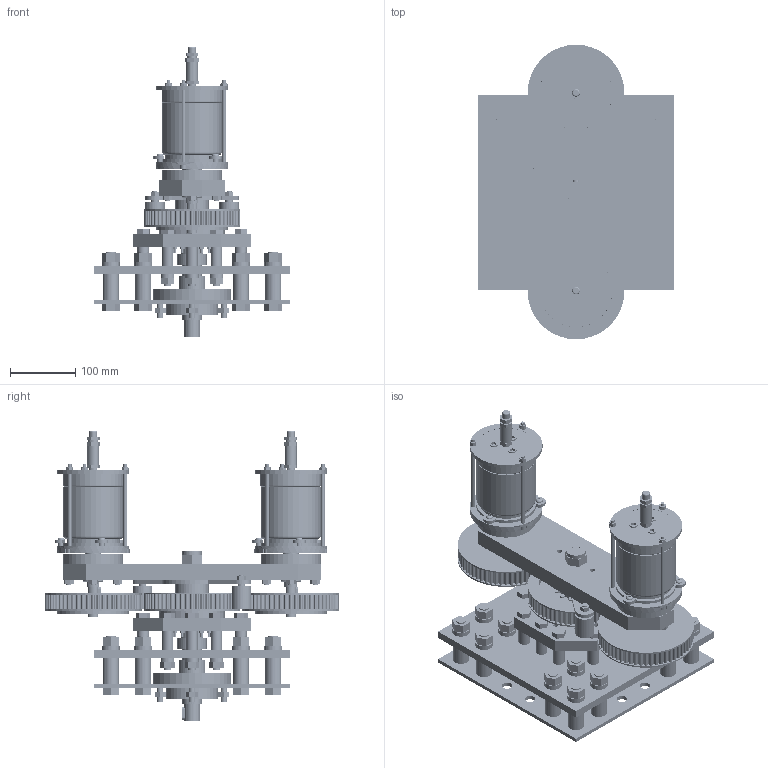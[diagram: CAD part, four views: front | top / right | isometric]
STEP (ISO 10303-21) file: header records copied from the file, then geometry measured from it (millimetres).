
FILE_DESCRIPTION(/* description */ (''),/* implementation_level */ '2;1');
FILE_NAME(/* name */ 'BV_Needle_Assembly.step',/* time_stamp */ '2024-05-09T15:54:36+01:00',/* author */ (''),/* organization */ (''),/* preprocessor_version */ 'ST-DEVELOPER v20',/* originating_system */ 'Autodesk Translation Framework v12.20.1.177',/* authorisation */ '');
FILE_SCHEMA (('AUTOMOTIVE_DESIGN { 1 0 10303 214 3 1 1 }'));
Length unit declared in the file: millimetre
Products named in the file (70): BV_Needle_Assembly; BM-01; ABGEB7006-N_h; bearing_7006; ABGEB7006-N_r; BOLT5-12; BM-02; BM-03; BM-04; BM-05; BM-06; BM-07; BM-08; BM-09; BM-10; BM-11; BM-12; BM-13; BM-14; BM-15; BM-25; BM-20; BM-21; BM-27; BV_Assembly; BV-01; BV_Assembly_1; BV-01_1; ABGEB7004-N_h; bearing_7004; ABGEB7004-N_r; BOLT4-10; BV-02; BV-03; BV-04; BV-05; BV-06; BV-07; BV-08; BV-09 ...
Assembly tree (295 placements, depth 4):
  BV_Needle_Assembly
    BM-01
      ABGEB7006-N_h
      bearing_7006  x2
      ABGEB7006-N_r
      BOLT5-12  x4
    BM-02
    BM-03  x4
    BM-04  x4
    BM-05  x16
    BM-06  x16
    BM-07
    BM-08
    BM-09  x16
    BM-10  x16
    BM-11  x12
    BM-12
    BM-13  x12
    BM-14  x12
    BM-15  x12
    BM-25
    BM-20
    BM-21
    BM-27
    BV_Assembly
      BV-01
        ABGEB7004-N_h
        bearing_7004  x2
        ABGEB7004-N_r
        BOLT4-10  x4
      BV-02  x4
      BV-03  x4
      BV-04
      BV-05
      BV-06
      BV-07
      BV-08  x3
      BV-09  x3
      BV-10
      BV-11
      BV-12
      BV-13  x3
      BV-14  x3
      BV-17
      BV-15  x3
      BV-16
      BV-19
      2012_Taper_Lock_Bush
      Assembly_C_140mm_Arm_Pulley
    BV_Assembly_1
      BV-01_1
        ABGEB7004-N_h
        bearing_7004  x2
        ABGEB7004-N_r
        BOLT4-10  x4
      BV-02  x4
      BV-03  x4
      BV-04
      BV-05
      BV-06
Bounding box: 300 x 453 x 447 mm (x, y, z)
Volume: 6762870.9 mm3; surface area: 1819518.9 mm2
Topology: 287 solids, 287 shells, 3447 faces, 7615 edges, 4955 vertices
Faces by surface type: plane 2013, cylinder 1157, cone 167, torus 104, bspline 6
Full cylindrical faces by diameter (mm): 3 x24, 3.242 x8, 3.332 x12, 3.908 x12, 4 x8, 4.134 x4, 4.5 x44, 5 x4, 5.035 x12, 5.5 x4, 5.884 x12, 6 x12, 6.2 x6, 6.779 x22, 7 x8, 7.866 x10, 8 x16, 8.5 x4, 8.526 x4, 8.707 x2, 9 x22, 9.5 x4, 9.621 x2, 9.85 x4, 10 x12, 10.274 x24, 10.5 x6, 11 x16, 11.668 x8, 11.834 x12
Entity records: 39969 total; most frequent: DIRECTION 7295, CARTESIAN_POINT 6576, ORIENTED_EDGE 5678, AXIS2_PLACEMENT_3D 2971, EDGE_CURVE 2839, VERTEX_POINT 1854, EDGE_LOOP 1713, CIRCLE 1409
